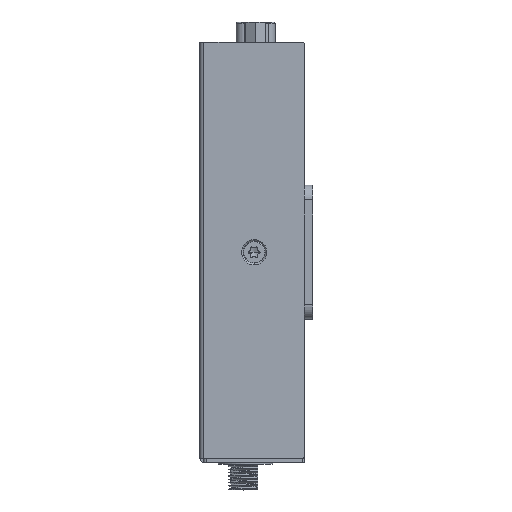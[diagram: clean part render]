
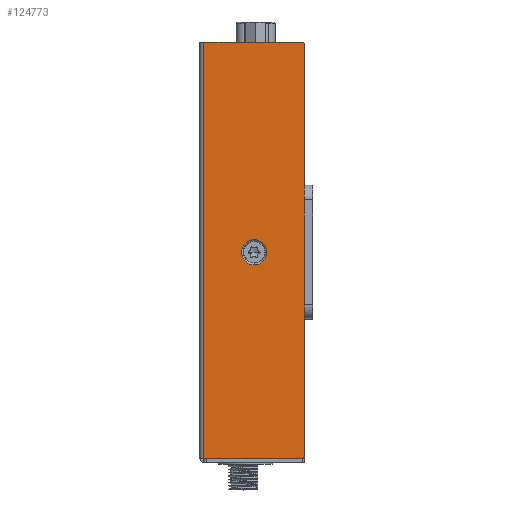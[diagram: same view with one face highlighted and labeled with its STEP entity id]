
A CAD part, left-side view. The second image highlights one B-rep face of the part: STEP entity #124773.
In plain terms, the highlighted planar face has unit normal (1, 0, 0).
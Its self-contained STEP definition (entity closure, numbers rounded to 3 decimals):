
#122043=DIRECTION('',(0.,-1.,0.));
#122044=VECTOR('',#122043,23.5);
#122045=CARTESIAN_POINT('',(-32.,24.,50.2));
#122046=LINE('',#122045,#122044);
#122064=CARTESIAN_POINT('',(-32.,0.5,49.7));
#122065=DIRECTION('',(-1.,0.,0.));
#122066=DIRECTION('',(0.,-1.,0.));
#122067=AXIS2_PLACEMENT_3D('',#122064,#122065,#122066);
#122072=CARTESIAN_POINT('',(-32.,0.5,-48.7));
#122073=DIRECTION('',(-1.,0.,0.));
#122074=DIRECTION('',(0.,0.,-1.));
#122075=AXIS2_PLACEMENT_3D('',#122072,#122073,#122074);
#122080=CARTESIAN_POINT('',(-32.,12.,0.));
#122081=DIRECTION('',(1.,0.,0.));
#122082=DIRECTION('',(0.,0.,1.));
#122083=AXIS2_PLACEMENT_3D('',#122080,#122081,#122082);
#122088=CARTESIAN_POINT('',(-32.,12.,0.));
#122089=DIRECTION('',(1.,0.,0.));
#122090=DIRECTION('',(0.,0.,-1.));
#122091=AXIS2_PLACEMENT_3D('',#122088,#122089,#122090);
#122096=DIRECTION('',(0.,0.,-1.));
#122097=VECTOR('',#122096,99.4);
#122098=CARTESIAN_POINT('',(-32.,24.,50.2));
#122099=LINE('',#122098,#122097);
#123337=DIRECTION('',(0.,0.,-1.));
#123338=VECTOR('',#123337,98.4);
#123339=CARTESIAN_POINT('',(-32.,0.,49.7));
#123340=LINE('',#123339,#123338);
#123365=DIRECTION('',(0.,1.,0.));
#123366=VECTOR('',#123365,23.5);
#123367=CARTESIAN_POINT('',(-32.,0.5,-49.2));
#123368=LINE('',#123367,#123366);
#124196=CARTESIAN_POINT('',(-32.,24.,-49.2));
#124197=VERTEX_POINT('',#124196);
#124198=CARTESIAN_POINT('',(-32.,24.,50.2));
#124199=VERTEX_POINT('',#124198);
#124200=CARTESIAN_POINT('',(-32.,0.,49.7));
#124201=CARTESIAN_POINT('',(-32.,0.5,50.2));
#124202=VERTEX_POINT('',#124200);
#124203=VERTEX_POINT('',#124201);
#124204=CARTESIAN_POINT('',(-32.,0.,-48.7));
#124205=VERTEX_POINT('',#124204);
#124206=CARTESIAN_POINT('',(-32.,0.5,-49.2));
#124207=VERTEX_POINT('',#124206);
#124208=CARTESIAN_POINT('',(-32.,12.,3.));
#124209=CARTESIAN_POINT('',(-32.,12.,-3.));
#124210=VERTEX_POINT('',#124208);
#124211=VERTEX_POINT('',#124209);
#124750=CARTESIAN_POINT('',(-32.,12.,0.5));
#124751=DIRECTION('',(1.,0.,0.));
#124752=DIRECTION('',(0.,0.,-1.));
#124753=AXIS2_PLACEMENT_3D('',#124750,#124751,#124752);
#124754=PLANE('',#124753);
#124755=ORIENTED_EDGE('',*,*,#124740,.T.);
#124756=ORIENTED_EDGE('',*,*,#124730,.F.);
#124758=ORIENTED_EDGE('',*,*,#124757,.T.);
#124760=ORIENTED_EDGE('',*,*,#124759,.F.);
#124762=ORIENTED_EDGE('',*,*,#124761,.T.);
#124764=ORIENTED_EDGE('',*,*,#124763,.F.);
#124765=EDGE_LOOP('',(#124755,#124756,#124758,#124760,#124762,#124764));
#124766=FACE_OUTER_BOUND('',#124765,.F.);
#124768=ORIENTED_EDGE('',*,*,#124767,.T.);
#124770=ORIENTED_EDGE('',*,*,#124769,.T.);
#124771=EDGE_LOOP('',(#124768,#124770));
#124772=FACE_BOUND('',#124771,.F.);
#122068=CIRCLE('',#122067,0.5);
#122076=CIRCLE('',#122075,0.5);
#122084=CIRCLE('',#122083,3.);
#122092=CIRCLE('',#122091,3.);
#124730=EDGE_CURVE('',#124199,#124203,#122046,.T.);
#124740=EDGE_CURVE('',#124202,#124203,#122068,.T.);
#124757=EDGE_CURVE('',#124199,#124197,#122099,.T.);
#124759=EDGE_CURVE('',#124207,#124197,#123368,.T.);
#124761=EDGE_CURVE('',#124207,#124205,#122076,.T.);
#124763=EDGE_CURVE('',#124202,#124205,#123340,.T.);
#124767=EDGE_CURVE('',#124210,#124211,#122084,.T.);
#124769=EDGE_CURVE('',#124211,#124210,#122092,.T.);
#124773=ADVANCED_FACE('',(#124766,#124772),#124754,.T.);
